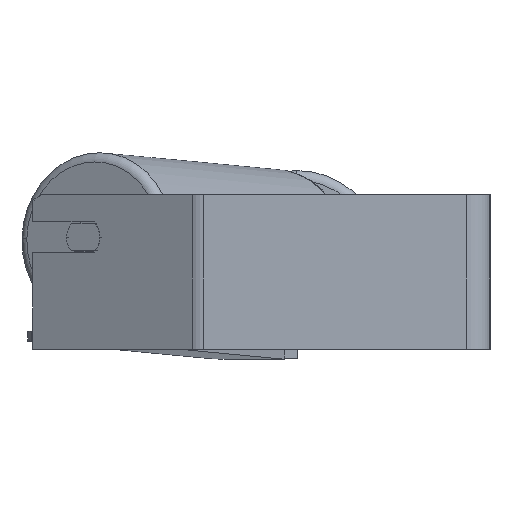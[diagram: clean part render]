
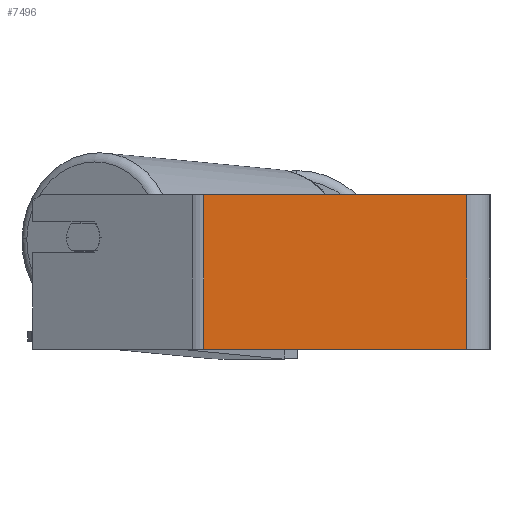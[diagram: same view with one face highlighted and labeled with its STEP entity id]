
A CAD part, left-side view. The second image highlights one B-rep face of the part: STEP entity #7496.
In plain terms, the highlighted planar face has unit normal (-1, 0, 0).
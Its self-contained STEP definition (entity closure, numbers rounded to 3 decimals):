
#35 = CARTESIAN_POINT ( 'NONE',  ( -340., 151.36, -40. ) ) ;
#50 = EDGE_CURVE ( 'NONE', #3942, #4522, #2524, .T. ) ;
#131 = ORIENTED_EDGE ( 'NONE', *, *, #1474, .T. ) ;
#280 = CARTESIAN_POINT ( 'NONE',  ( -340., 151.36, 40. ) ) ;
#503 = EDGE_LOOP ( 'NONE', ( #131, #8128, #6128, #1812 ) ) ;
#1429 = EDGE_CURVE ( 'NONE', #1602, #3942, #6298, .T. ) ;
#1474 = EDGE_CURVE ( 'NONE', #4231, #4522, #4172, .T. ) ;
#1602 = VERTEX_POINT ( 'NONE', #2895 ) ;
#1677 = VECTOR ( 'NONE', #2546, 1000. ) ;
#1812 = ORIENTED_EDGE ( 'NONE', *, *, #2785, .T. ) ;
#2254 = VECTOR ( 'NONE', #5665, 1000. ) ;
#2391 = DIRECTION ( 'NONE',  ( 0., 0., -1. ) ) ;
#2516 = VECTOR ( 'NONE', #2391, 1000. ) ;
#2524 = LINE ( 'NONE', #3249, #2516 ) ;
#2546 = DIRECTION ( 'NONE',  ( 0., -1., 0. ) ) ;
#2762 = CARTESIAN_POINT ( 'NONE',  ( -340., 151.36, 40. ) ) ;
#2776 = LINE ( 'NONE', #2865, #2254 ) ;
#2777 = CARTESIAN_POINT ( 'NONE',  ( -340., 12., 40. ) ) ;
#2785 = EDGE_CURVE ( 'NONE', #1602, #4231, #2776, .T. ) ;
#2801 = DIRECTION ( 'NONE',  ( 0., -1., 0. ) ) ;
#2865 = CARTESIAN_POINT ( 'NONE',  ( -340., 148.145, 40. ) ) ;
#2895 = CARTESIAN_POINT ( 'NONE',  ( -340., 148.145, 40. ) ) ;
#3249 = CARTESIAN_POINT ( 'NONE',  ( -340., 12., 40. ) ) ;
#3942 = VERTEX_POINT ( 'NONE', #2777 ) ;
#4172 = LINE ( 'NONE', #35, #6198 ) ;
#4231 = VERTEX_POINT ( 'NONE', #6721 ) ;
#4338 = AXIS2_PLACEMENT_3D ( 'NONE', #280, #4597, #8789 ) ;
#4376 = FACE_OUTER_BOUND ( 'NONE', #503, .T. ) ;
#4522 = VERTEX_POINT ( 'NONE', #7212 ) ;
#4597 = DIRECTION ( 'NONE',  ( 1., 0., 0. ) ) ;
#5665 = DIRECTION ( 'NONE',  ( 0., 0., -1. ) ) ;
#6128 = ORIENTED_EDGE ( 'NONE', *, *, #1429, .F. ) ;
#6198 = VECTOR ( 'NONE', #2801, 1000. ) ;
#6298 = LINE ( 'NONE', #2762, #1677 ) ;
#6721 = CARTESIAN_POINT ( 'NONE',  ( -340., 148.145, -40. ) ) ;
#7187 = PLANE ( 'NONE',  #4338 ) ;
#7212 = CARTESIAN_POINT ( 'NONE',  ( -340., 12., -40. ) ) ;
#7496 = ADVANCED_FACE ( 'NONE', ( #4376 ), #7187, .F. ) ;
#8128 = ORIENTED_EDGE ( 'NONE', *, *, #50, .F. ) ;
#8789 = DIRECTION ( 'NONE',  ( 0., 1., 0. ) ) ;
